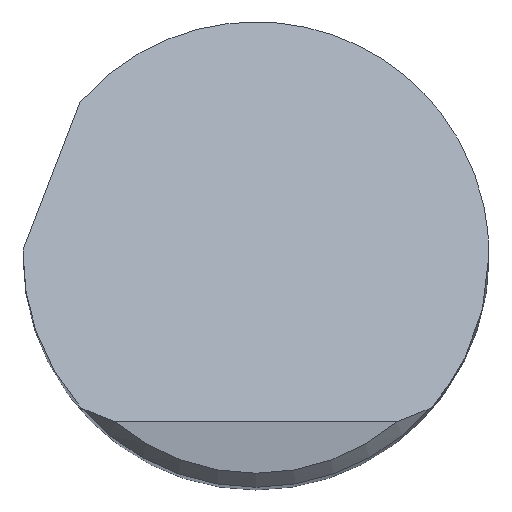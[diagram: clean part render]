
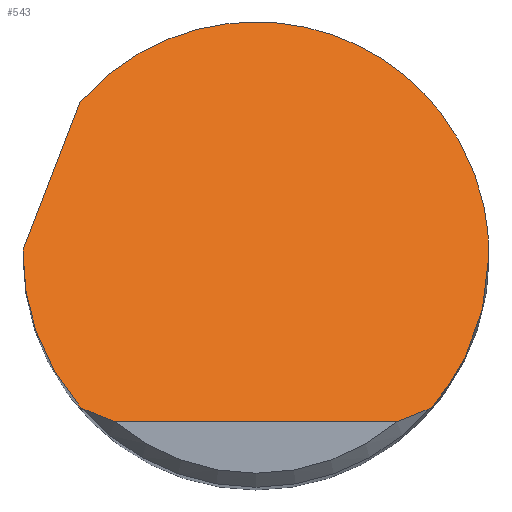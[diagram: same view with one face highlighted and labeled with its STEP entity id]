
A CAD part, top view. The second image highlights one B-rep face of the part: STEP entity #543.
In plain terms, the highlighted planar face has unit normal (0, 0.707, 0.707).
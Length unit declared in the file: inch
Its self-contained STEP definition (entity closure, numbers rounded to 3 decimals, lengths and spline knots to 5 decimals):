
#7 = DIRECTION ( 'NONE',  ( 0., -0.707, -0.707 ) ) ;
#8 = CARTESIAN_POINT ( 'NONE',  ( 0., -0.18, 3.5 ) ) ;
#40 = ORIENTED_EDGE ( 'NONE', *, *, #438, .F. ) ;
#44 = VERTEX_POINT ( 'NONE', #589 ) ;
#60 = CARTESIAN_POINT ( 'NONE',  ( -0.15108, -0.18, 3.5 ) ) ;
#73 = CARTESIAN_POINT ( 'NONE',  ( -0.18855, 0.16416, 3.15584 ) ) ;
#84 = CARTESIAN_POINT ( 'NONE',  ( -0.24998, 0.00333, 3.31667 ) ) ;
#139 = ORIENTED_EDGE ( 'NONE', *, *, #711, .T. ) ;
#144 = EDGE_LOOP ( 'NONE', ( #139, #690, #548, #40, #518, #742, #692, #669 ) ) ;
#147 = AXIS2_PLACEMENT_3D ( 'NONE', #434, #7, #242 ) ;
#151 = CARTESIAN_POINT ( 'NONE',  ( -0.25, -0.06141, 3.38141 ) ) ;
#153 = CARTESIAN_POINT ( 'NONE',  ( -0.18782, -0.165, 3.485 ) ) ;
#155 =( BOUNDED_CURVE ( )  B_SPLINE_CURVE ( 3, ( #560, #435, #84, #729 ),
 .UNSPECIFIED., .F., .T. ) 
 B_SPLINE_CURVE_WITH_KNOTS ( ( 4, 4 ),
 ( 4.71239, 4.73239 ),
 .UNSPECIFIED. ) 
 CURVE ( )  GEOMETRIC_REPRESENTATION_ITEM ( )  RATIONAL_B_SPLINE_CURVE ( ( 1., 1., 1., 1. ) ) 
 REPRESENTATION_ITEM ( '' )  );
#180 = CARTESIAN_POINT ( 'NONE',  ( 0.17589, -0.1704, 3.4904 ) ) ;
#195 = LINE ( 'NONE', #8, #675 ) ;
#205 =( BOUNDED_CURVE ( )  B_SPLINE_CURVE ( 3, ( #73, #672, #620, #640 ),
 .UNSPECIFIED., .F., .T. ) 
 B_SPLINE_CURVE_WITH_KNOTS ( ( 4, 4 ),
 ( 5.42872, 7.85398 ),
 .UNSPECIFIED. ) 
 CURVE ( )  GEOMETRIC_REPRESENTATION_ITEM ( )  RATIONAL_B_SPLINE_CURVE ( ( 1., 0.567, 0.567, 1. ) ) 
 REPRESENTATION_ITEM ( '' )  );
#240 = VECTOR ( 'NONE', #317, 39.37008 ) ;
#242 = DIRECTION ( 'NONE',  ( 0., 0.707, -0.707 ) ) ;
#245 = CARTESIAN_POINT ( 'NONE',  ( 0.25, 0., 3.32 ) ) ;
#253 = CARTESIAN_POINT ( 'NONE',  ( -0.25, 0., 3.32 ) ) ;
#254 = CARTESIAN_POINT ( 'NONE',  ( 0.22834, -0.11887, 3.43887 ) ) ;
#271 = CARTESIAN_POINT ( 'NONE',  ( -0.25, 0., 3.32 ) ) ;
#279 =( BOUNDED_CURVE ( )  B_SPLINE_CURVE ( 3, ( #597, #488, #254, #541 ),
 .UNSPECIFIED., .F., .T. ) 
 B_SPLINE_CURVE_WITH_KNOTS ( ( 4, 4 ),
 ( 1.5708, 2.29162 ),
 .UNSPECIFIED. ) 
 CURVE ( )  GEOMETRIC_REPRESENTATION_ITEM ( )  RATIONAL_B_SPLINE_CURVE ( ( 1., 0.957, 0.957, 1. ) ) 
 REPRESENTATION_ITEM ( '' )  );
#292 = VERTEX_POINT ( 'NONE', #716 ) ;
#305 = CARTESIAN_POINT ( 'NONE',  ( 0.16367, -0.17542, 3.49542 ) ) ;
#313 = CARTESIAN_POINT ( 'NONE',  ( -0.15108, -0.18, 3.5 ) ) ;
#317 = DIRECTION ( 'NONE',  ( 0.263, 0.682, -0.682 ) ) ;
#380 = CARTESIAN_POINT ( 'NONE',  ( -0.18855, 0.16416, 3.15584 ) ) ;
#410 = VERTEX_POINT ( 'NONE', #538 ) ;
#419 =( BOUNDED_CURVE ( )  B_SPLINE_CURVE ( 3, ( #153, #622, #151, #271 ),
 .UNSPECIFIED., .F., .T. ) 
 B_SPLINE_CURVE_WITH_KNOTS ( ( 4, 4 ),
 ( 3.99157, 4.71239 ),
 .UNSPECIFIED. ) 
 CURVE ( )  GEOMETRIC_REPRESENTATION_ITEM ( )  RATIONAL_B_SPLINE_CURVE ( ( 1., 0.957, 0.957, 1. ) ) 
 REPRESENTATION_ITEM ( '' )  );
#432 = CARTESIAN_POINT ( 'NONE',  ( 0.18782, -0.165, 3.485 ) ) ;
#434 = CARTESIAN_POINT ( 'NONE',  ( -0.25, -0.18, 3.5 ) ) ;
#435 = CARTESIAN_POINT ( 'NONE',  ( -0.25, 0.00167, 3.31833 ) ) ;
#438 = EDGE_CURVE ( 'NONE', #539, #459, #205, .T. ) ;
#440 = CARTESIAN_POINT ( 'NONE',  ( -0.31638, -0.1672, 3.4872 ) ) ;
#441 = B_SPLINE_CURVE_WITH_KNOTS ( 'NONE', 3,
 ( #501, #446, #676, #60 ),
 .UNSPECIFIED., .F., .F.,
 ( 4, 4 ),
 ( 0., 0.00108 ),
 .UNSPECIFIED. ) ;
#446 = CARTESIAN_POINT ( 'NONE',  ( -0.17589, -0.1704, 3.4904 ) ) ;
#459 = VERTEX_POINT ( 'NONE', #245 ) ;
#476 = DIRECTION ( 'NONE',  ( 1., 0., 0. ) ) ;
#477 = VERTEX_POINT ( 'NONE', #253 ) ;
#488 = CARTESIAN_POINT ( 'NONE',  ( 0.25, -0.06141, 3.38141 ) ) ;
#501 = CARTESIAN_POINT ( 'NONE',  ( -0.18782, -0.165, 3.485 ) ) ;
#505 = CARTESIAN_POINT ( 'NONE',  ( 0.15108, -0.18, 3.5 ) ) ;
#518 = ORIENTED_EDGE ( 'NONE', *, *, #526, .F. ) ;
#526 = EDGE_CURVE ( 'NONE', #44, #539, #596, .T. ) ;
#530 = VERTEX_POINT ( 'NONE', #313 ) ;
#538 = CARTESIAN_POINT ( 'NONE',  ( -0.18782, -0.165, 3.485 ) ) ;
#539 = VERTEX_POINT ( 'NONE', #380 ) ;
#541 = CARTESIAN_POINT ( 'NONE',  ( 0.18782, -0.165, 3.485 ) ) ;
#543 = ADVANCED_FACE ( 'NONE', ( #725 ), #615, .F. ) ;
#548 = ORIENTED_EDGE ( 'NONE', *, *, #678, .F. ) ;
#560 = CARTESIAN_POINT ( 'NONE',  ( -0.25, 0., 3.32 ) ) ;
#589 = CARTESIAN_POINT ( 'NONE',  ( -0.24995, 0.005, 3.315 ) ) ;
#596 = LINE ( 'NONE', #440, #240 ) ;
#597 = CARTESIAN_POINT ( 'NONE',  ( 0.25, 0., 3.32 ) ) ;
#615 = PLANE ( 'NONE',  #147 ) ;
#619 = EDGE_CURVE ( 'NONE', #410, #477, #419, .T. ) ;
#620 = CARTESIAN_POINT ( 'NONE',  ( 0.25, 0.27527, 3.04473 ) ) ;
#622 = CARTESIAN_POINT ( 'NONE',  ( -0.22834, -0.11887, 3.43887 ) ) ;
#631 = VERTEX_POINT ( 'NONE', #505 ) ;
#640 = CARTESIAN_POINT ( 'NONE',  ( 0.25, 0., 3.32 ) ) ;
#657 = EDGE_CURVE ( 'NONE', #410, #530, #441, .T. ) ;
#669 = ORIENTED_EDGE ( 'NONE', *, *, #657, .T. ) ;
#672 = CARTESIAN_POINT ( 'NONE',  ( -0.0078, 0.37177, 2.94823 ) ) ;
#675 = VECTOR ( 'NONE', #476, 39.37008 ) ;
#676 = CARTESIAN_POINT ( 'NONE',  ( -0.16367, -0.17542, 3.49542 ) ) ;
#678 = EDGE_CURVE ( 'NONE', #459, #292, #279, .T. ) ;
#690 = ORIENTED_EDGE ( 'NONE', *, *, #718, .T. ) ;
#692 = ORIENTED_EDGE ( 'NONE', *, *, #619, .F. ) ;
#711 = EDGE_CURVE ( 'NONE', #530, #631, #195, .T. ) ;
#714 = CARTESIAN_POINT ( 'NONE',  ( 0.15108, -0.18, 3.5 ) ) ;
#716 = CARTESIAN_POINT ( 'NONE',  ( 0.18782, -0.165, 3.485 ) ) ;
#718 = EDGE_CURVE ( 'NONE', #631, #292, #748, .T. ) ;
#725 = FACE_OUTER_BOUND ( 'NONE', #144, .T. ) ;
#729 = CARTESIAN_POINT ( 'NONE',  ( -0.24995, 0.005, 3.315 ) ) ;
#742 = ORIENTED_EDGE ( 'NONE', *, *, #761, .F. ) ;
#748 = B_SPLINE_CURVE_WITH_KNOTS ( 'NONE', 3,
 ( #714, #305, #180, #432 ),
 .UNSPECIFIED., .F., .F.,
 ( 4, 4 ),
 ( 0., 0.00108 ),
 .UNSPECIFIED. ) ;
#761 = EDGE_CURVE ( 'NONE', #477, #44, #155, .T. ) ;
